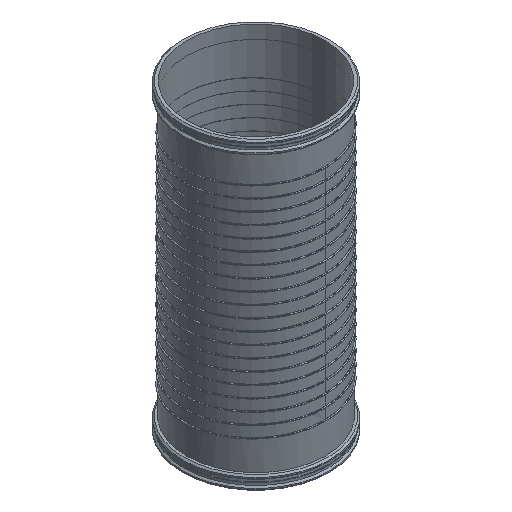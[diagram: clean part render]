
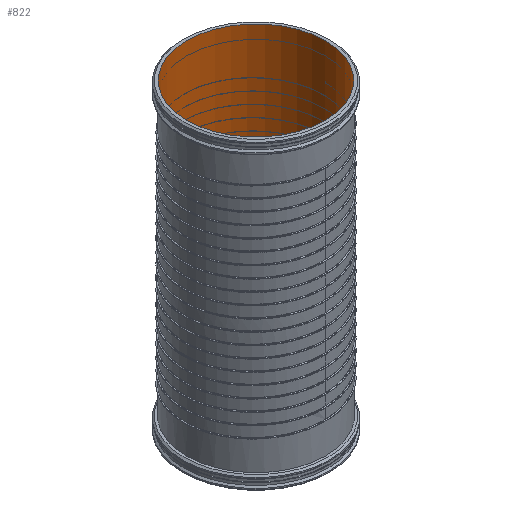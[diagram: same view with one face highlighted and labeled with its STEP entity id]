
A CAD part, isometric view. The second image highlights one B-rep face of the part: STEP entity #822.
In plain terms, the highlighted cylindrical face has radius 150 mm (diameter 300 mm), a full revolution.
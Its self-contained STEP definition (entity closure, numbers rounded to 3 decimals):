
#86=FACE_OUTER_BOUND('',#140,.T.);
#140=EDGE_LOOP('',(#685,#686,#687,#688));
#150=CIRCLE('',#867,150.);
#172=CIRCLE('',#913,150.);
#267=LINE('',#2271,#310);
#310=VECTOR('',#1109,150.);
#337=VERTEX_POINT('',#2179);
#359=VERTEX_POINT('',#2268);
#432=EDGE_CURVE('',#337,#337,#150,.T.);
#475=EDGE_CURVE('',#359,#359,#172,.T.);
#476=EDGE_CURVE('',#359,#337,#267,.T.);
#685=ORIENTED_EDGE('',*,*,#475,.T.);
#686=ORIENTED_EDGE('',*,*,#476,.T.);
#687=ORIENTED_EDGE('',*,*,#432,.F.);
#688=ORIENTED_EDGE('',*,*,#476,.F.);
#777=CYLINDRICAL_SURFACE('',#914,150.);
#822=ADVANCED_FACE('',(#86),#777,.F.);
#867=AXIS2_PLACEMENT_3D('',#2180,#992,#993);
#913=AXIS2_PLACEMENT_3D('',#2269,#1105,#1106);
#914=AXIS2_PLACEMENT_3D('',#2270,#1107,#1108);
#992=DIRECTION('center_axis',(0.,0.,-1.));
#993=DIRECTION('ref_axis',(1.,0.,0.));
#1105=DIRECTION('center_axis',(0.,0.,-1.));
#1106=DIRECTION('ref_axis',(1.,0.,0.));
#1107=DIRECTION('center_axis',(0.,0.,-1.));
#1108=DIRECTION('ref_axis',(0.,1.,0.));
#1109=DIRECTION('',(0.,0.,1.));
#2179=CARTESIAN_POINT('',(0.,-150.,629.4));
#2180=CARTESIAN_POINT('Origin',(0.,0.,629.4));
#2268=CARTESIAN_POINT('',(0.,-150.,-29.4));
#2269=CARTESIAN_POINT('Origin',(0.,0.,-29.4));
#2270=CARTESIAN_POINT('Origin',(0.,0.,300.));
#2271=CARTESIAN_POINT('',(0.,-150.,300.));
